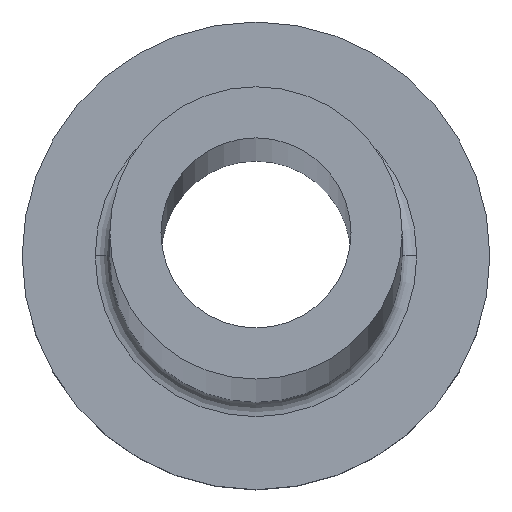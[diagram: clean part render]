
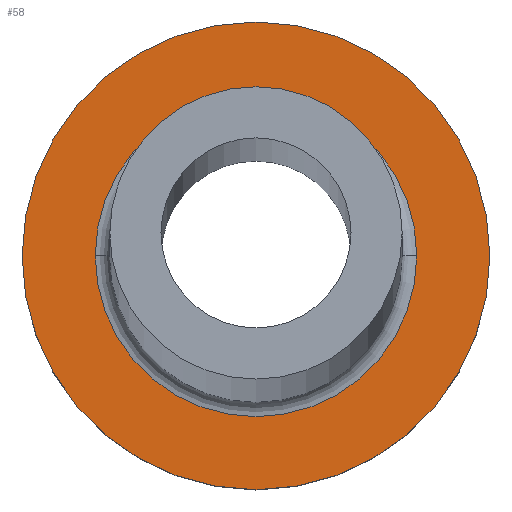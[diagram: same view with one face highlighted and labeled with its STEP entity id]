
A CAD part, top view. The second image highlights one B-rep face of the part: STEP entity #58.
In plain terms, the highlighted planar face has unit normal (0, 0, 1).
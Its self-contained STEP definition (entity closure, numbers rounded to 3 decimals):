
#2 = AXIS2_PLACEMENT_3D ( 'NONE', #43, #351, #211 ) ;
#14 = VERTEX_POINT ( 'NONE', #305 ) ;
#16 = EDGE_CURVE ( 'NONE', #14, #141, #173, .T. ) ;
#19 = DIRECTION ( 'NONE',  ( 1., 0., 0. ) ) ;
#22 = CARTESIAN_POINT ( 'NONE',  ( 0., 0., 5. ) ) ;
#30 = CARTESIAN_POINT ( 'NONE',  ( 8., 0., 5. ) ) ;
#43 = CARTESIAN_POINT ( 'NONE',  ( 0., 0., 5. ) ) ;
#58 = ADVANCED_FACE ( 'NONE', ( #195, #108 ), #65, .T. ) ;
#65 = PLANE ( 'NONE',  #221 ) ;
#73 = CARTESIAN_POINT ( 'NONE',  ( 0., 0., 5. ) ) ;
#82 = CIRCLE ( 'NONE', #296, 5.5 ) ;
#102 = DIRECTION ( 'NONE',  ( 0., 0., -1. ) ) ;
#108 = FACE_OUTER_BOUND ( 'NONE', #255, .T. ) ;
#110 = DIRECTION ( 'NONE',  ( 0., 0., -1. ) ) ;
#113 = ORIENTED_EDGE ( 'NONE', *, *, #149, .T. ) ;
#116 = CIRCLE ( 'NONE', #375, 8. ) ;
#117 = EDGE_LOOP ( 'NONE', ( #365, #113 ) ) ;
#121 = CARTESIAN_POINT ( 'NONE',  ( -5.5, 0., 5. ) ) ;
#133 = CARTESIAN_POINT ( 'NONE',  ( 0., 0., 5. ) ) ;
#141 = VERTEX_POINT ( 'NONE', #121 ) ;
#149 = EDGE_CURVE ( 'NONE', #141, #14, #82, .T. ) ;
#173 = CIRCLE ( 'NONE', #347, 5.5 ) ;
#175 = EDGE_CURVE ( 'NONE', #286, #314, #116, .T. ) ;
#177 = ORIENTED_EDGE ( 'NONE', *, *, #175, .T. ) ;
#179 = CIRCLE ( 'NONE', #2, 8. ) ;
#195 = FACE_BOUND ( 'NONE', #117, .T. ) ;
#211 = DIRECTION ( 'NONE',  ( 1., 0., 0. ) ) ;
#213 = CARTESIAN_POINT ( 'NONE',  ( -8., 0., 5. ) ) ;
#220 = DIRECTION ( 'NONE',  ( 0., 0., 1. ) ) ;
#221 = AXIS2_PLACEMENT_3D ( 'NONE', #133, #220, #253 ) ;
#231 = EDGE_CURVE ( 'NONE', #314, #286, #179, .T. ) ;
#253 = DIRECTION ( 'NONE',  ( 1., 0., 0. ) ) ;
#255 = EDGE_LOOP ( 'NONE', ( #346, #177 ) ) ;
#264 = DIRECTION ( 'NONE',  ( 1., 0., 0. ) ) ;
#286 = VERTEX_POINT ( 'NONE', #30 ) ;
#296 = AXIS2_PLACEMENT_3D ( 'NONE', #22, #110, #264 ) ;
#305 = CARTESIAN_POINT ( 'NONE',  ( 5.5, 0., 5. ) ) ;
#314 = VERTEX_POINT ( 'NONE', #213 ) ;
#320 = DIRECTION ( 'NONE',  ( 0., 0., 1. ) ) ;
#346 = ORIENTED_EDGE ( 'NONE', *, *, #231, .T. ) ;
#347 = AXIS2_PLACEMENT_3D ( 'NONE', #73, #102, #361 ) ;
#351 = DIRECTION ( 'NONE',  ( 0., 0., 1. ) ) ;
#361 = DIRECTION ( 'NONE',  ( 1., 0., 0. ) ) ;
#365 = ORIENTED_EDGE ( 'NONE', *, *, #16, .T. ) ;
#373 = CARTESIAN_POINT ( 'NONE',  ( 0., 0., 5. ) ) ;
#375 = AXIS2_PLACEMENT_3D ( 'NONE', #373, #320, #19 ) ;
